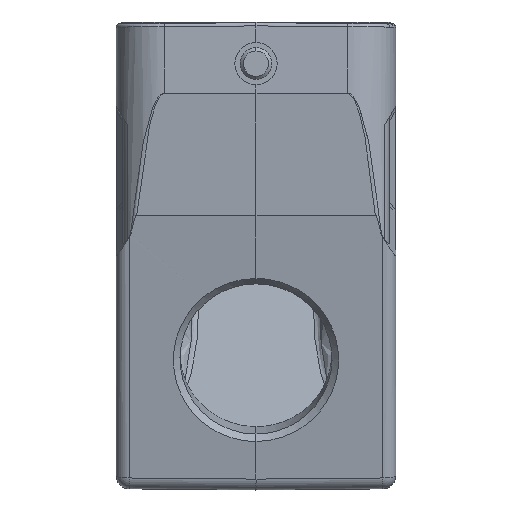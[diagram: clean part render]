
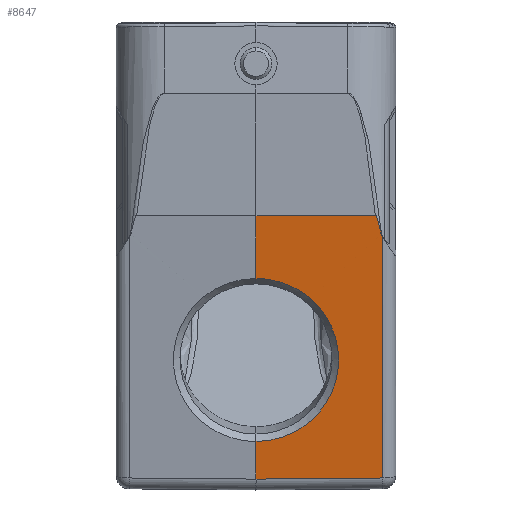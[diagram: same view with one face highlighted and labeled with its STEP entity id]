
A CAD part, left-side view. The second image highlights one B-rep face of the part: STEP entity #8647.
In plain terms, the highlighted planar face has unit normal (-0.987, -0.009, -0.16).
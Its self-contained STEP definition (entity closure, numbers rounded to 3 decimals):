
#210=CARTESIAN_POINT('',(-27.646,-19.517,
-33.103));
#211=CARTESIAN_POINT('',(-27.655,-19.488,
-33.053));
#212=CARTESIAN_POINT('',(-27.671,-19.431,
-32.953));
#213=CARTESIAN_POINT('',(-27.697,-19.347,
-32.806));
#214=CARTESIAN_POINT('',(-27.71,-19.289,
-32.708));
#215=CARTESIAN_POINT('',(-27.719,-19.261,
-32.658));
#251=DIRECTION('',(-0.16,0.,0.987));
#252=VECTOR('',#251,37.533);
#253=CARTESIAN_POINT('',(-21.628,-19.517,
-70.15));
#254=LINE('',#253,#252);
#255=CARTESIAN_POINT('',(-27.646,-19.517,
-33.103));
#849=CARTESIAN_POINT('',(-28.196,-18.36,
-29.778));
#851=DIRECTION('',(-0.009,1.,-0.001));
#852=VECTOR('',#851,18.361);
#853=CARTESIAN_POINT('',(-28.196,-18.36,
-29.778));
#854=LINE('',#853,#852);
#871=CARTESIAN_POINT('',(-27.719,-19.261,
-32.658));
#872=CARTESIAN_POINT('',(-27.719,-19.257,
-32.658));
#873=CARTESIAN_POINT('',(-27.722,-19.253,
-32.657));
#874=CARTESIAN_POINT('',(-27.722,-19.253,
-32.648));
#875=CARTESIAN_POINT('',(-27.723,-19.252,
-32.643));
#876=CARTESIAN_POINT('',(-27.724,-19.251,
-32.64));
#878=CARTESIAN_POINT('',(-27.724,-19.251,
-32.64));
#879=CARTESIAN_POINT('',(-27.738,-19.234,
-32.55));
#880=CARTESIAN_POINT('',(-27.767,-19.202,
-32.375));
#881=CARTESIAN_POINT('',(-27.807,-19.155,
-32.134));
#882=CARTESIAN_POINT('',(-27.843,-19.11,
-31.912));
#883=CARTESIAN_POINT('',(-27.877,-19.067,
-31.707));
#884=CARTESIAN_POINT('',(-27.908,-19.026,
-31.518));
#885=CARTESIAN_POINT('',(-27.936,-18.986,
-31.344));
#886=CARTESIAN_POINT('',(-27.963,-18.948,
-31.184));
#887=CARTESIAN_POINT('',(-27.987,-18.912,
-31.037));
#888=CARTESIAN_POINT('',(-28.009,-18.877,
-30.902));
#889=CARTESIAN_POINT('',(-28.03,-18.843,
-30.777));
#890=CARTESIAN_POINT('',(-28.049,-18.811,
-30.663));
#891=CARTESIAN_POINT('',(-28.066,-18.78,
-30.558));
#892=CARTESIAN_POINT('',(-28.082,-18.749,
-30.462));
#893=CARTESIAN_POINT('',(-28.097,-18.72,
-30.373));
#894=CARTESIAN_POINT('',(-28.11,-18.692,
-30.293));
#895=CARTESIAN_POINT('',(-28.122,-18.665,
-30.219));
#896=CARTESIAN_POINT('',(-28.133,-18.638,
-30.151));
#897=CARTESIAN_POINT('',(-28.144,-18.612,
-30.09));
#898=CARTESIAN_POINT('',(-28.153,-18.587,
-30.034));
#899=CARTESIAN_POINT('',(-28.161,-18.562,
-29.984));
#900=CARTESIAN_POINT('',(-28.169,-18.538,
-29.939));
#901=CARTESIAN_POINT('',(-28.175,-18.513,
-29.899));
#902=CARTESIAN_POINT('',(-28.181,-18.489,
-29.864));
#903=CARTESIAN_POINT('',(-28.186,-18.464,
-29.834));
#904=CARTESIAN_POINT('',(-28.191,-18.438,
-29.81));
#905=CARTESIAN_POINT('',(-28.194,-18.412,
-29.791));
#906=CARTESIAN_POINT('',(-28.196,-18.385,
-29.782));
#907=CARTESIAN_POINT('',(-28.196,-18.369,
-29.777));
#908=CARTESIAN_POINT('',(-28.196,-18.36,
-29.778));
#910=CARTESIAN_POINT('',(-22.712,0.,
-64.536));
#911=CARTESIAN_POINT('',(-22.706,-0.717,
-64.537));
#912=CARTESIAN_POINT('',(-22.713,-2.142,
-64.416));
#913=CARTESIAN_POINT('',(-22.784,-4.292,
-63.865));
#914=CARTESIAN_POINT('',(-22.917,-6.339,
-62.931));
#915=CARTESIAN_POINT('',(-23.101,-8.138,
-61.702));
#916=CARTESIAN_POINT('',(-23.34,-9.738,
-60.146));
#917=CARTESIAN_POINT('',(-23.622,-11.035,
-58.334));
#918=CARTESIAN_POINT('',(-23.941,-11.996,
-56.318));
#919=CARTESIAN_POINT('',(-24.284,-12.579,
-54.178));
#920=CARTESIAN_POINT('',(-24.638,-12.773,
-51.989));
#921=CARTESIAN_POINT('',(-24.994,-12.581,
-49.804));
#922=CARTESIAN_POINT('',(-25.344,-12.006,
-47.68));
#923=CARTESIAN_POINT('',(-25.677,-11.063,
-45.684));
#924=CARTESIAN_POINT('',(-25.98,-9.787,
-43.886));
#925=CARTESIAN_POINT('',(-26.247,-8.204,
-42.33));
#926=CARTESIAN_POINT('',(-26.465,-6.406,
-41.088));
#927=CARTESIAN_POINT('',(-26.637,-4.348,
-40.141));
#928=CARTESIAN_POINT('',(-26.747,-2.171,
-39.582));
#929=CARTESIAN_POINT('',(-26.779,-0.727,
-39.461));
#930=CARTESIAN_POINT('',(-26.785,0.,
-39.464));
#932=DIRECTION('',(-0.16,0.,0.987));
#933=VECTOR('',#932,9.788);
#934=CARTESIAN_POINT('',(-26.785,0.,
-39.464));
#935=LINE('',#934,#933);
#936=DIRECTION('',(-0.007,1.,-0.009));
#937=VECTOR('',#936,19.519);
#938=CARTESIAN_POINT('',(-21.628,-19.517,
-70.15));
#939=LINE('',#938,#937);
#940=DIRECTION('',(-0.16,0.,0.987));
#941=VECTOR('',#940,5.861);
#942=CARTESIAN_POINT('',(-21.773,0.,
-70.321));
#943=LINE('',#942,#941);
#6164=VERTEX_POINT('',#255);
#6165=VERTEX_POINT('',#215);
#6166=CARTESIAN_POINT('',(-21.628,-19.517,
-70.15));
#6167=VERTEX_POINT('',#6166);
#6302=VERTEX_POINT('',#849);
#6303=CARTESIAN_POINT('',(-28.355,0.,
-29.803));
#6304=VERTEX_POINT('',#6303);
#6305=VERTEX_POINT('',#876);
#6306=VERTEX_POINT('',#910);
#6307=VERTEX_POINT('',#930);
#6308=CARTESIAN_POINT('',(-21.773,0.,
-70.321));
#6309=VERTEX_POINT('',#6308);
#8627=CARTESIAN_POINT('',(-21.5,0.,-72.));
#8628=DIRECTION('',(-0.987,-0.009,-0.16));
#8629=DIRECTION('',(-0.16,0.,0.987));
#8630=AXIS2_PLACEMENT_3D('',#8627,#8628,#8629);
#8631=PLANE('',#8630);
#8633=ORIENTED_EDGE('',*,*,#8632,.T.);
#8635=ORIENTED_EDGE('',*,*,#8634,.T.);
#8636=ORIENTED_EDGE('',*,*,#8488,.F.);
#8637=ORIENTED_EDGE('',*,*,#8622,.F.);
#8638=ORIENTED_EDGE('',*,*,#8620,.F.);
#8639=ORIENTED_EDGE('',*,*,#7579,.F.);
#8640=ORIENTED_EDGE('',*,*,#7631,.F.);
#8642=ORIENTED_EDGE('',*,*,#8641,.T.);
#8644=ORIENTED_EDGE('',*,*,#8643,.T.);
#8645=EDGE_LOOP('',(#8633,#8635,#8636,#8637,#8638,#8639,#8640,#8642,#8644));
#8646=FACE_OUTER_BOUND('',#8645,.F.);
#8647=ADVANCED_FACE('',(#8646),#8631,.T.);
#216=B_SPLINE_CURVE_WITH_KNOTS('',3,(#210,#211,#212,#213,#214,#215),
.UNSPECIFIED.,.F.,.F.,(4,1,1,4),(0.,0.333,0.667,1.),
.UNSPECIFIED.);
#877=B_SPLINE_CURVE_WITH_KNOTS('',3,(#871,#872,#873,#874,#875,#876),
.UNSPECIFIED.,.F.,.F.,(4,1,1,4),(0.,0.333,0.667,1.),
.UNSPECIFIED.);
#909=B_SPLINE_CURVE_WITH_KNOTS('',3,(#878,#879,#880,#881,#882,#883,#884,#885,
#886,#887,#888,#889,#890,#891,#892,#893,#894,#895,#896,#897,#898,#899,#900,#901,
#902,#903,#904,#905,#906,#907,#908),.UNSPECIFIED.,.F.,.F.,(4,1,1,1,1,1,1,1,1,1,
1,1,1,1,1,1,1,1,1,1,1,1,1,1,1,1,1,1,4),(0.,0.036,
0.071,0.107,0.143,0.179,
0.214,0.25,0.286,0.321,0.357,
0.393,0.429,0.464,0.5,0.536,
0.571,0.607,0.643,0.679,
0.714,0.75,0.786,0.821,0.857,
0.893,0.929,0.964,1.),.UNSPECIFIED.);
#931=B_SPLINE_CURVE_WITH_KNOTS('',3,(#910,#911,#912,#913,#914,#915,#916,#917,
#918,#919,#920,#921,#922,#923,#924,#925,#926,#927,#928,#929,#930),.UNSPECIFIED.,
.F.,.F.,(4,1,1,1,1,1,1,1,1,1,1,1,1,1,1,1,1,1,4),(0.,0.056,
0.111,0.167,0.222,0.278,
0.333,0.389,0.444,0.5,0.556,
0.611,0.667,0.722,0.778,
0.833,0.889,0.944,1.),.UNSPECIFIED.);
#7579=EDGE_CURVE('',#6164,#6165,#216,.T.);
#7631=EDGE_CURVE('',#6167,#6164,#254,.T.);
#8488=EDGE_CURVE('',#6302,#6304,#854,.T.);
#8620=EDGE_CURVE('',#6165,#6305,#877,.T.);
#8622=EDGE_CURVE('',#6305,#6302,#909,.T.);
#8632=EDGE_CURVE('',#6306,#6307,#931,.T.);
#8634=EDGE_CURVE('',#6307,#6304,#935,.T.);
#8641=EDGE_CURVE('',#6167,#6309,#939,.T.);
#8643=EDGE_CURVE('',#6309,#6306,#943,.T.);
